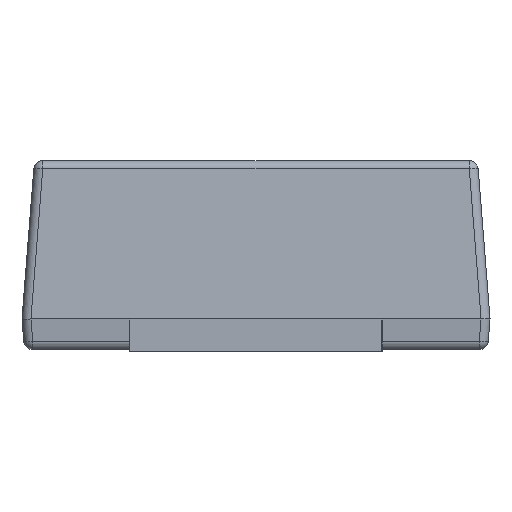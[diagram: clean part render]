
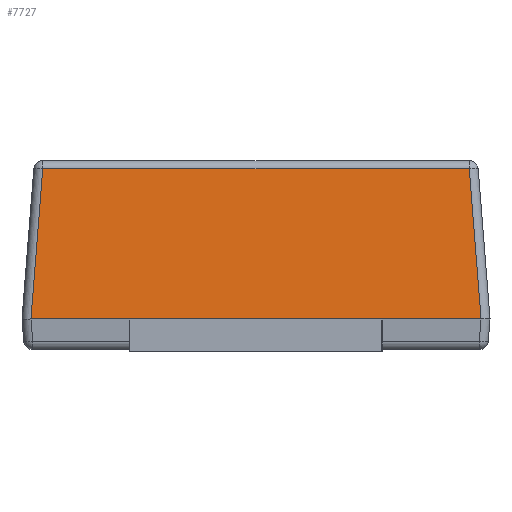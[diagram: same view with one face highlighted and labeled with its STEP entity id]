
A CAD part, left-side view. The second image highlights one B-rep face of the part: STEP entity #7727.
In plain terms, the highlighted planar face has unit normal (-0.997, 0, 0.079).
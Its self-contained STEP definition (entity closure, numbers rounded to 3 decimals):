
#828 = ORIENTED_EDGE ( 'NONE', *, *, #4960, .T. ) ;
#959 = DIRECTION ( 'NONE',  ( -0.997, 0., 0.078 ) ) ;
#1434 = VECTOR ( 'NONE', #12173, 1000. ) ;
#1783 = CARTESIAN_POINT ( 'NONE',  ( -1.75, -0.7, 0. ) ) ;
#1815 = ORIENTED_EDGE ( 'NONE', *, *, #8290, .T. ) ;
#1953 = EDGE_CURVE ( 'NONE', #11525, #6465, #5249, .T. ) ;
#2946 = CARTESIAN_POINT ( 'NONE',  ( -1.75, -1.25, 0. ) ) ;
#3011 = DIRECTION ( 'NONE',  ( 0., -1., 0. ) ) ;
#3259 = LINE ( 'NONE', #15163, #6895 ) ;
#3351 = VERTEX_POINT ( 'NONE', #2946 ) ;
#4054 = CARTESIAN_POINT ( 'NONE',  ( -1.75, 1.3, 0. ) ) ;
#4435 = EDGE_LOOP ( 'NONE', ( #6807, #6264, #1815, #5035, #828, #12617 ) ) ;
#4710 = EDGE_CURVE ( 'NONE', #3351, #11525, #3259, .T. ) ;
#4960 = EDGE_CURVE ( 'NONE', #14228, #3351, #6984, .T. ) ;
#5035 = ORIENTED_EDGE ( 'NONE', *, *, #8397, .T. ) ;
#5249 = LINE ( 'NONE', #11709, #6597 ) ;
#5939 = FACE_OUTER_BOUND ( 'NONE', #4435, .T. ) ;
#6264 = ORIENTED_EDGE ( 'NONE', *, *, #16874, .T. ) ;
#6359 = DIRECTION ( 'NONE',  ( 0.078, 0., 0.997 ) ) ;
#6465 = VERTEX_POINT ( 'NONE', #15699 ) ;
#6597 = VECTOR ( 'NONE', #14435, 1000. ) ;
#6807 = ORIENTED_EDGE ( 'NONE', *, *, #1953, .T. ) ;
#6860 = LINE ( 'NONE', #8450, #15406 ) ;
#6895 = VECTOR ( 'NONE', #13869, 1000. ) ;
#6984 = LINE ( 'NONE', #9241, #1434 ) ;
#7102 = DIRECTION ( 'NONE',  ( 0., -1., 0. ) ) ;
#7198 = DIRECTION ( 'NONE',  ( -0.078, 0.078, -0.994 ) ) ;
#7468 = CARTESIAN_POINT ( 'NONE',  ( -1.75, 1.3, 0. ) ) ;
#7639 = CARTESIAN_POINT ( 'NONE',  ( -1.684, -1.185, 0.834 ) ) ;
#7727 = ADVANCED_FACE ( 'NONE', ( #5939 ), #8394, .T. ) ;
#7968 = VERTEX_POINT ( 'NONE', #11374 ) ;
#8290 = EDGE_CURVE ( 'NONE', #16662, #7968, #9539, .T. ) ;
#8394 = PLANE ( 'NONE',  #10464 ) ;
#8397 = EDGE_CURVE ( 'NONE', #7968, #14228, #12458, .T. ) ;
#8450 = CARTESIAN_POINT ( 'NONE',  ( -1.75, 1.25, -0.004 ) ) ;
#8495 = CARTESIAN_POINT ( 'NONE',  ( -1.75, 1.25, 0. ) ) ;
#9241 = CARTESIAN_POINT ( 'NONE',  ( -1.75, 1.3, 0. ) ) ;
#9539 = LINE ( 'NONE', #4054, #11991 ) ;
#10464 = AXIS2_PLACEMENT_3D ( 'NONE', #7468, #959, #6359 ) ;
#11374 = CARTESIAN_POINT ( 'NONE',  ( -1.75, 0.7, 0. ) ) ;
#11525 = VERTEX_POINT ( 'NONE', #7639 ) ;
#11709 = CARTESIAN_POINT ( 'NONE',  ( -1.684, 1.231, 0.834 ) ) ;
#11991 = VECTOR ( 'NONE', #3011, 1000. ) ;
#12173 = DIRECTION ( 'NONE',  ( 0., -1., 0. ) ) ;
#12458 = LINE ( 'NONE', #15010, #13075 ) ;
#12617 = ORIENTED_EDGE ( 'NONE', *, *, #4710, .T. ) ;
#13075 = VECTOR ( 'NONE', #7102, 1000. ) ;
#13869 = DIRECTION ( 'NONE',  ( 0.078, 0.078, 0.994 ) ) ;
#14228 = VERTEX_POINT ( 'NONE', #1783 ) ;
#14435 = DIRECTION ( 'NONE',  ( 0., 1., 0. ) ) ;
#15010 = CARTESIAN_POINT ( 'NONE',  ( -1.75, 1.3, 0. ) ) ;
#15163 = CARTESIAN_POINT ( 'NONE',  ( -1.734, -1.235, 0.198 ) ) ;
#15406 = VECTOR ( 'NONE', #7198, 1000. ) ;
#15699 = CARTESIAN_POINT ( 'NONE',  ( -1.684, 1.185, 0.834 ) ) ;
#16662 = VERTEX_POINT ( 'NONE', #8495 ) ;
#16874 = EDGE_CURVE ( 'NONE', #6465, #16662, #6860, .T. ) ;
